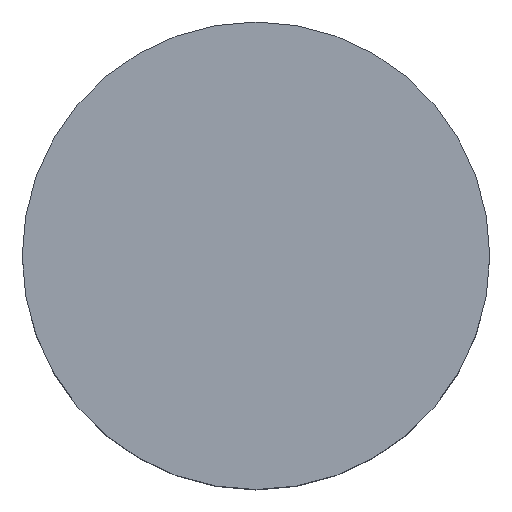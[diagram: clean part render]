
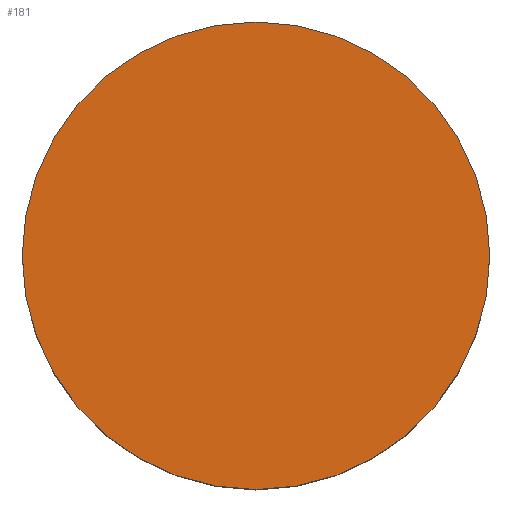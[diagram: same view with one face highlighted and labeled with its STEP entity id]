
A CAD part, top view. The second image highlights one B-rep face of the part: STEP entity #181.
In plain terms, the highlighted planar face has unit normal (0, 0, 1).
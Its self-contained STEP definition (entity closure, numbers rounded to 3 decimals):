
#18 = EDGE_CURVE ( 'NONE', #199, #284, #347, .T. ) ;
#24 = PLANE ( 'NONE',  #328 ) ;
#58 = AXIS2_PLACEMENT_3D ( 'NONE', #164, #354, #190 ) ;
#60 = CARTESIAN_POINT ( 'NONE',  ( -3., 0., 0. ) ) ;
#75 = DIRECTION ( 'NONE',  ( 0., 0., 1. ) ) ;
#90 = ORIENTED_EDGE ( 'NONE', *, *, #18, .T. ) ;
#118 = CARTESIAN_POINT ( 'NONE',  ( 3., 0., 0. ) ) ;
#128 = DIRECTION ( 'NONE',  ( 0., 0., 1. ) ) ;
#155 = DIRECTION ( 'NONE',  ( 1., 0., 0. ) ) ;
#164 = CARTESIAN_POINT ( 'NONE',  ( 0., 0., 0. ) ) ;
#177 = CARTESIAN_POINT ( 'NONE',  ( 0., 0., 0. ) ) ;
#181 = ADVANCED_FACE ( 'NONE', ( #315 ), #24, .T. ) ;
#190 = DIRECTION ( 'NONE',  ( 1., 0., 0. ) ) ;
#193 = AXIS2_PLACEMENT_3D ( 'NONE', #177, #128, #234 ) ;
#199 = VERTEX_POINT ( 'NONE', #118 ) ;
#234 = DIRECTION ( 'NONE',  ( 1., 0., 0. ) ) ;
#259 = EDGE_LOOP ( 'NONE', ( #90, #291 ) ) ;
#271 = CARTESIAN_POINT ( 'NONE',  ( 0., 0., 0. ) ) ;
#272 = EDGE_CURVE ( 'NONE', #284, #199, #333, .T. ) ;
#284 = VERTEX_POINT ( 'NONE', #60 ) ;
#291 = ORIENTED_EDGE ( 'NONE', *, *, #272, .T. ) ;
#315 = FACE_OUTER_BOUND ( 'NONE', #259, .T. ) ;
#328 = AXIS2_PLACEMENT_3D ( 'NONE', #271, #75, #155 ) ;
#333 = CIRCLE ( 'NONE', #58, 3. ) ;
#347 = CIRCLE ( 'NONE', #193, 3. ) ;
#354 = DIRECTION ( 'NONE',  ( 0., 0., 1. ) ) ;
